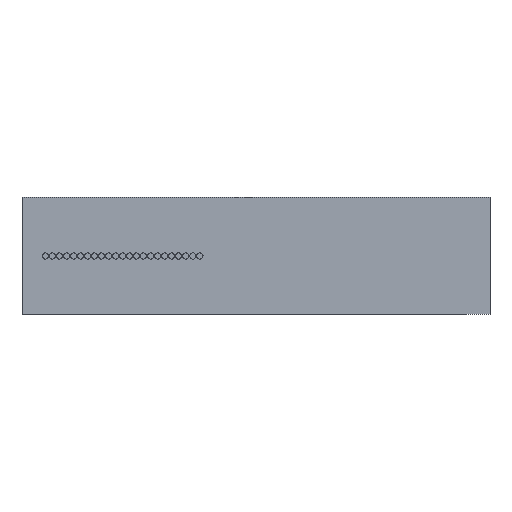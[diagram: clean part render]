
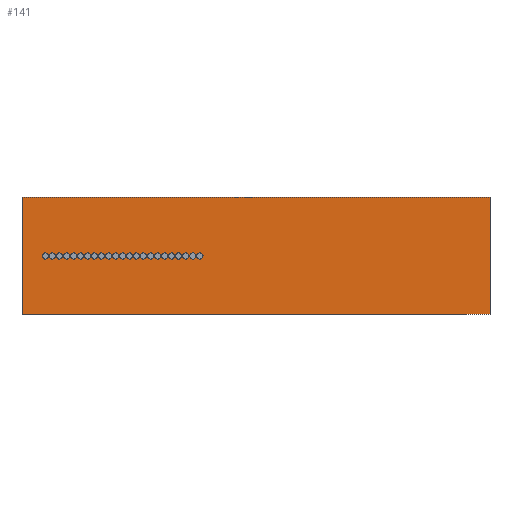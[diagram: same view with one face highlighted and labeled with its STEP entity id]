
A CAD part, front view. The second image highlights one B-rep face of the part: STEP entity #141.
In plain terms, the highlighted planar face has unit normal (0, -1, 0).
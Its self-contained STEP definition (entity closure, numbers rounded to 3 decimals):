
#141=ADVANCED_FACE('',(#290,#291,#292,#293,#294,#295,#296,#297,#298,#299,
#300,#301,#302,#303,#304,#305,#306,#307,#308,#309,#310,#311,#312,#313),
#211,.F.);
#211=PLANE('',#991);
#244=LINE('',#1387,#267);
#245=LINE('',#1390,#268);
#246=LINE('',#1392,#269);
#247=LINE('',#1394,#270);
#267=VECTOR('',#1117,1.);
#268=VECTOR('',#1118,1.);
#269=VECTOR('',#1119,1.);
#270=VECTOR('',#1120,1.);
#290=FACE_BOUND('',#370,.T.);
#291=FACE_BOUND('',#371,.T.);
#292=FACE_BOUND('',#372,.T.);
#293=FACE_BOUND('',#373,.T.);
#294=FACE_BOUND('',#374,.T.);
#295=FACE_BOUND('',#375,.T.);
#296=FACE_BOUND('',#376,.T.);
#297=FACE_BOUND('',#377,.T.);
#298=FACE_BOUND('',#378,.T.);
#299=FACE_BOUND('',#379,.T.);
#300=FACE_BOUND('',#380,.T.);
#301=FACE_BOUND('',#381,.T.);
#302=FACE_BOUND('',#382,.T.);
#303=FACE_BOUND('',#383,.T.);
#304=FACE_BOUND('',#384,.T.);
#305=FACE_BOUND('',#385,.T.);
#306=FACE_BOUND('',#386,.T.);
#307=FACE_BOUND('',#387,.T.);
#308=FACE_BOUND('',#388,.T.);
#309=FACE_BOUND('',#389,.T.);
#310=FACE_BOUND('',#390,.T.);
#311=FACE_BOUND('',#391,.T.);
#312=FACE_BOUND('',#392,.T.);
#313=FACE_BOUND('',#393,.T.);
#370=EDGE_LOOP('',(#493));
#371=EDGE_LOOP('',(#494));
#372=EDGE_LOOP('',(#495));
#373=EDGE_LOOP('',(#496));
#374=EDGE_LOOP('',(#497));
#375=EDGE_LOOP('',(#498));
#376=EDGE_LOOP('',(#499));
#377=EDGE_LOOP('',(#500));
#378=EDGE_LOOP('',(#501));
#379=EDGE_LOOP('',(#502));
#380=EDGE_LOOP('',(#503));
#381=EDGE_LOOP('',(#504));
#382=EDGE_LOOP('',(#505,#506,#507,#508));
#383=EDGE_LOOP('',(#509));
#384=EDGE_LOOP('',(#510));
#385=EDGE_LOOP('',(#511));
#386=EDGE_LOOP('',(#512));
#387=EDGE_LOOP('',(#513));
#388=EDGE_LOOP('',(#514));
#389=EDGE_LOOP('',(#515));
#390=EDGE_LOOP('',(#516));
#391=EDGE_LOOP('',(#517));
#392=EDGE_LOOP('',(#518));
#393=EDGE_LOOP('',(#519));
#493=ORIENTED_EDGE('',*,*,#799,.F.);
#494=ORIENTED_EDGE('',*,*,#800,.F.);
#495=ORIENTED_EDGE('',*,*,#801,.F.);
#496=ORIENTED_EDGE('',*,*,#802,.F.);
#497=ORIENTED_EDGE('',*,*,#803,.F.);
#498=ORIENTED_EDGE('',*,*,#804,.F.);
#499=ORIENTED_EDGE('',*,*,#805,.T.);
#500=ORIENTED_EDGE('',*,*,#806,.T.);
#501=ORIENTED_EDGE('',*,*,#807,.T.);
#502=ORIENTED_EDGE('',*,*,#808,.T.);
#503=ORIENTED_EDGE('',*,*,#809,.T.);
#504=ORIENTED_EDGE('',*,*,#810,.T.);
#505=ORIENTED_EDGE('',*,*,#811,.T.);
#506=ORIENTED_EDGE('',*,*,#812,.F.);
#507=ORIENTED_EDGE('',*,*,#813,.F.);
#508=ORIENTED_EDGE('',*,*,#814,.T.);
#509=ORIENTED_EDGE('',*,*,#815,.F.);
#510=ORIENTED_EDGE('',*,*,#816,.F.);
#511=ORIENTED_EDGE('',*,*,#817,.F.);
#512=ORIENTED_EDGE('',*,*,#818,.F.);
#513=ORIENTED_EDGE('',*,*,#819,.F.);
#514=ORIENTED_EDGE('',*,*,#820,.F.);
#515=ORIENTED_EDGE('',*,*,#821,.F.);
#516=ORIENTED_EDGE('',*,*,#822,.F.);
#517=ORIENTED_EDGE('',*,*,#823,.F.);
#518=ORIENTED_EDGE('',*,*,#824,.F.);
#519=ORIENTED_EDGE('',*,*,#825,.F.);
#711=VERTEX_POINT('',#1364);
#712=VERTEX_POINT('',#1366);
#713=VERTEX_POINT('',#1368);
#714=VERTEX_POINT('',#1370);
#715=VERTEX_POINT('',#1372);
#716=VERTEX_POINT('',#1374);
#717=VERTEX_POINT('',#1376);
#718=VERTEX_POINT('',#1378);
#719=VERTEX_POINT('',#1380);
#720=VERTEX_POINT('',#1382);
#721=VERTEX_POINT('',#1384);
#722=VERTEX_POINT('',#1386);
#723=VERTEX_POINT('',#1388);
#724=VERTEX_POINT('',#1389);
#725=VERTEX_POINT('',#1391);
#726=VERTEX_POINT('',#1393);
#727=VERTEX_POINT('',#1396);
#728=VERTEX_POINT('',#1398);
#729=VERTEX_POINT('',#1400);
#730=VERTEX_POINT('',#1402);
#731=VERTEX_POINT('',#1404);
#732=VERTEX_POINT('',#1406);
#733=VERTEX_POINT('',#1408);
#734=VERTEX_POINT('',#1410);
#735=VERTEX_POINT('',#1412);
#736=VERTEX_POINT('',#1414);
#737=VERTEX_POINT('',#1416);
#799=EDGE_CURVE('',#711,#711,#908,.T.);
#800=EDGE_CURVE('',#712,#712,#909,.T.);
#801=EDGE_CURVE('',#713,#713,#910,.T.);
#802=EDGE_CURVE('',#714,#714,#911,.T.);
#803=EDGE_CURVE('',#715,#715,#912,.T.);
#804=EDGE_CURVE('',#716,#716,#913,.T.);
#805=EDGE_CURVE('',#717,#717,#914,.T.);
#806=EDGE_CURVE('',#718,#718,#915,.T.);
#807=EDGE_CURVE('',#719,#719,#916,.T.);
#808=EDGE_CURVE('',#720,#720,#917,.T.);
#809=EDGE_CURVE('',#721,#721,#918,.T.);
#810=EDGE_CURVE('',#722,#722,#919,.T.);
#811=EDGE_CURVE('',#723,#724,#244,.T.);
#812=EDGE_CURVE('',#725,#724,#245,.T.);
#813=EDGE_CURVE('',#726,#725,#246,.T.);
#814=EDGE_CURVE('',#726,#723,#247,.T.);
#815=EDGE_CURVE('',#727,#727,#920,.T.);
#816=EDGE_CURVE('',#728,#728,#921,.T.);
#817=EDGE_CURVE('',#729,#729,#922,.T.);
#818=EDGE_CURVE('',#730,#730,#923,.T.);
#819=EDGE_CURVE('',#731,#731,#924,.T.);
#820=EDGE_CURVE('',#732,#732,#925,.T.);
#821=EDGE_CURVE('',#733,#733,#926,.T.);
#822=EDGE_CURVE('',#734,#734,#927,.T.);
#823=EDGE_CURVE('',#735,#735,#928,.T.);
#824=EDGE_CURVE('',#736,#736,#929,.T.);
#825=EDGE_CURVE('',#737,#737,#930,.T.);
#908=CIRCLE('',#968,0.133);
#909=CIRCLE('',#969,0.133);
#910=CIRCLE('',#970,0.133);
#911=CIRCLE('',#971,0.133);
#912=CIRCLE('',#972,0.133);
#913=CIRCLE('',#973,0.133);
#914=CIRCLE('',#974,0.133);
#915=CIRCLE('',#975,0.133);
#916=CIRCLE('',#976,0.133);
#917=CIRCLE('',#977,0.133);
#918=CIRCLE('',#978,0.133);
#919=CIRCLE('',#979,0.133);
#920=CIRCLE('',#980,0.133);
#921=CIRCLE('',#981,0.133);
#922=CIRCLE('',#982,0.133);
#923=CIRCLE('',#983,0.133);
#924=CIRCLE('',#984,0.133);
#925=CIRCLE('',#985,0.133);
#926=CIRCLE('',#986,0.133);
#927=CIRCLE('',#987,0.133);
#928=CIRCLE('',#988,0.133);
#929=CIRCLE('',#989,0.133);
#930=CIRCLE('',#990,0.133);
#968=AXIS2_PLACEMENT_3D('',#1363,#1093,#1094);
#969=AXIS2_PLACEMENT_3D('',#1365,#1095,#1096);
#970=AXIS2_PLACEMENT_3D('',#1367,#1097,#1098);
#971=AXIS2_PLACEMENT_3D('',#1369,#1099,#1100);
#972=AXIS2_PLACEMENT_3D('',#1371,#1101,#1102);
#973=AXIS2_PLACEMENT_3D('',#1373,#1103,#1104);
#974=AXIS2_PLACEMENT_3D('',#1375,#1105,#1106);
#975=AXIS2_PLACEMENT_3D('',#1377,#1107,#1108);
#976=AXIS2_PLACEMENT_3D('',#1379,#1109,#1110);
#977=AXIS2_PLACEMENT_3D('',#1381,#1111,#1112);
#978=AXIS2_PLACEMENT_3D('',#1383,#1113,#1114);
#979=AXIS2_PLACEMENT_3D('',#1385,#1115,#1116);
#980=AXIS2_PLACEMENT_3D('',#1395,#1121,#1122);
#981=AXIS2_PLACEMENT_3D('',#1397,#1123,#1124);
#982=AXIS2_PLACEMENT_3D('',#1399,#1125,#1126);
#983=AXIS2_PLACEMENT_3D('',#1401,#1127,#1128);
#984=AXIS2_PLACEMENT_3D('',#1403,#1129,#1130);
#985=AXIS2_PLACEMENT_3D('',#1405,#1131,#1132);
#986=AXIS2_PLACEMENT_3D('',#1407,#1133,#1134);
#987=AXIS2_PLACEMENT_3D('',#1409,#1135,#1136);
#988=AXIS2_PLACEMENT_3D('',#1411,#1137,#1138);
#989=AXIS2_PLACEMENT_3D('',#1413,#1139,#1140);
#990=AXIS2_PLACEMENT_3D('',#1415,#1141,#1142);
#991=AXIS2_PLACEMENT_3D('',#1417,#1143,#1144);
#1093=DIRECTION('',(0.,-1.,0.));
#1094=DIRECTION('',(0.,0.,-1.));
#1095=DIRECTION('',(0.,-1.,0.));
#1096=DIRECTION('',(0.,0.,-1.));
#1097=DIRECTION('',(0.,-1.,0.));
#1098=DIRECTION('',(0.,0.,-1.));
#1099=DIRECTION('',(0.,-1.,0.));
#1100=DIRECTION('',(0.,0.,-1.));
#1101=DIRECTION('',(0.,-1.,0.));
#1102=DIRECTION('',(0.,0.,-1.));
#1103=DIRECTION('',(0.,-1.,0.));
#1104=DIRECTION('',(0.,0.,-1.));
#1105=DIRECTION('',(0.,1.,0.));
#1106=DIRECTION('',(0.,0.,1.));
#1107=DIRECTION('',(0.,1.,0.));
#1108=DIRECTION('',(0.,0.,1.));
#1109=DIRECTION('',(0.,1.,0.));
#1110=DIRECTION('',(0.,0.,1.));
#1111=DIRECTION('',(0.,1.,0.));
#1112=DIRECTION('',(0.,0.,1.));
#1113=DIRECTION('',(0.,1.,0.));
#1114=DIRECTION('',(0.,0.,1.));
#1115=DIRECTION('',(0.,1.,0.));
#1116=DIRECTION('',(0.,0.,1.));
#1117=DIRECTION('',(-1.,0.,0.));
#1118=DIRECTION('',(0.,0.,1.));
#1119=DIRECTION('',(-1.,0.,0.));
#1120=DIRECTION('',(0.,0.,1.));
#1121=DIRECTION('',(0.,-1.,0.));
#1122=DIRECTION('',(0.,0.,-1.));
#1123=DIRECTION('',(0.,-1.,0.));
#1124=DIRECTION('',(0.,0.,-1.));
#1125=DIRECTION('',(0.,-1.,0.));
#1126=DIRECTION('',(0.,0.,-1.));
#1127=DIRECTION('',(0.,-1.,0.));
#1128=DIRECTION('',(0.,0.,-1.));
#1129=DIRECTION('',(0.,-1.,0.));
#1130=DIRECTION('',(0.,0.,-1.));
#1131=DIRECTION('',(0.,-1.,0.));
#1132=DIRECTION('',(0.,0.,-1.));
#1133=DIRECTION('',(0.,-1.,0.));
#1134=DIRECTION('',(0.,0.,-1.));
#1135=DIRECTION('',(0.,-1.,0.));
#1136=DIRECTION('',(0.,0.,-1.));
#1137=DIRECTION('',(0.,-1.,0.));
#1138=DIRECTION('',(0.,0.,-1.));
#1139=DIRECTION('',(0.,-1.,0.));
#1140=DIRECTION('',(0.,0.,-1.));
#1141=DIRECTION('',(0.,-1.,0.));
#1142=DIRECTION('',(0.,0.,-1.));
#1143=DIRECTION('',(0.,1.,0.));
#1144=DIRECTION('',(0.,0.,1.));
#1363=CARTESIAN_POINT('',(7.603,0.,2.5));
#1364=CARTESIAN_POINT('',(7.603,0.,2.368));
#1365=CARTESIAN_POINT('',(6.689,0.,2.5));
#1366=CARTESIAN_POINT('',(6.689,0.,2.368));
#1367=CARTESIAN_POINT('',(6.1,0.,2.5));
#1368=CARTESIAN_POINT('',(6.1,0.,2.368));
#1369=CARTESIAN_POINT('',(6.391,0.,2.5));
#1370=CARTESIAN_POINT('',(6.391,0.,2.368));
#1371=CARTESIAN_POINT('',(7.005,0.,2.5));
#1372=CARTESIAN_POINT('',(7.005,0.,2.368));
#1373=CARTESIAN_POINT('',(7.305,0.,2.5));
#1374=CARTESIAN_POINT('',(7.305,0.,2.368));
#1375=CARTESIAN_POINT('',(2.503,0.,2.5));
#1376=CARTESIAN_POINT('',(2.503,0.,2.633));
#1377=CARTESIAN_POINT('',(1.598,0.,2.5));
#1378=CARTESIAN_POINT('',(1.598,0.,2.633));
#1379=CARTESIAN_POINT('',(1.,0.,2.5));
#1380=CARTESIAN_POINT('',(1.,0.,2.633));
#1381=CARTESIAN_POINT('',(1.297,0.,2.5));
#1382=CARTESIAN_POINT('',(1.297,0.,2.633));
#1383=CARTESIAN_POINT('',(1.914,0.,2.5));
#1384=CARTESIAN_POINT('',(1.914,0.,2.633));
#1385=CARTESIAN_POINT('',(2.212,0.,2.5));
#1386=CARTESIAN_POINT('',(2.212,0.,2.633));
#1387=CARTESIAN_POINT('',(20.,0.,5.));
#1388=CARTESIAN_POINT('',(20.,0.,5.));
#1389=CARTESIAN_POINT('',(0.,0.,5.));
#1390=CARTESIAN_POINT('',(0.,0.,0.));
#1391=CARTESIAN_POINT('',(0.,0.,0.));
#1392=CARTESIAN_POINT('',(20.,0.,0.));
#1393=CARTESIAN_POINT('',(20.,0.,0.));
#1394=CARTESIAN_POINT('',(20.,0.,0.));
#1395=CARTESIAN_POINT('',(5.803,0.,2.5));
#1396=CARTESIAN_POINT('',(5.803,0.,2.368));
#1397=CARTESIAN_POINT('',(5.502,0.,2.5));
#1398=CARTESIAN_POINT('',(5.502,0.,2.368));
#1399=CARTESIAN_POINT('',(4.888,0.,2.5));
#1400=CARTESIAN_POINT('',(4.888,0.,2.368));
#1401=CARTESIAN_POINT('',(5.186,0.,2.5));
#1402=CARTESIAN_POINT('',(5.186,0.,2.368));
#1403=CARTESIAN_POINT('',(4.597,0.,2.5));
#1404=CARTESIAN_POINT('',(4.597,0.,2.368));
#1405=CARTESIAN_POINT('',(4.011,0.,2.5));
#1406=CARTESIAN_POINT('',(4.011,0.,2.368));
#1407=CARTESIAN_POINT('',(3.394,0.,2.5));
#1408=CARTESIAN_POINT('',(3.394,0.,2.368));
#1409=CARTESIAN_POINT('',(2.805,0.,2.5));
#1410=CARTESIAN_POINT('',(2.805,0.,2.368));
#1411=CARTESIAN_POINT('',(3.096,0.,2.5));
#1412=CARTESIAN_POINT('',(3.096,0.,2.368));
#1413=CARTESIAN_POINT('',(3.71,0.,2.5));
#1414=CARTESIAN_POINT('',(3.71,0.,2.368));
#1415=CARTESIAN_POINT('',(4.308,0.,2.5));
#1416=CARTESIAN_POINT('',(4.308,0.,2.368));
#1417=CARTESIAN_POINT('',(20.,0.,0.));
